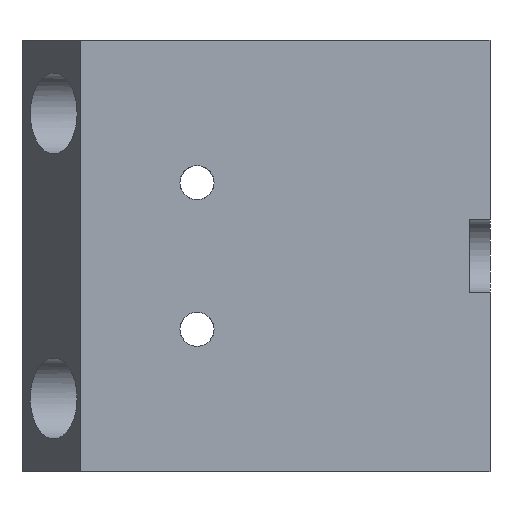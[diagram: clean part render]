
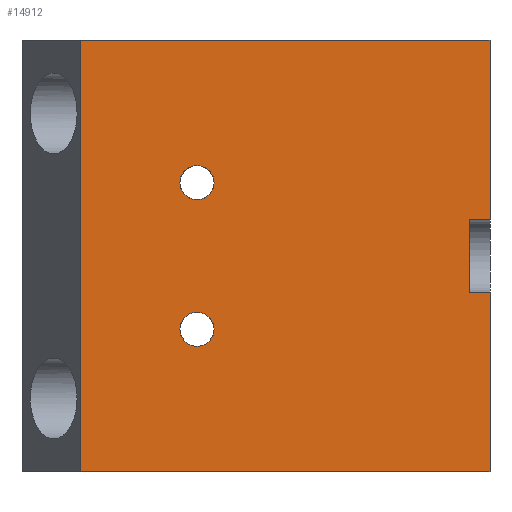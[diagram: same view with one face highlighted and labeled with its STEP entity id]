
A CAD part, left-side view. The second image highlights one B-rep face of the part: STEP entity #14912.
In plain terms, the highlighted planar face has unit normal (-1, 0, 0).
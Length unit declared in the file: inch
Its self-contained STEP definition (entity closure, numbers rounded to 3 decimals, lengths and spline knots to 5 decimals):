
#87=CIRCLE('',#15492,0.165);
#88=CIRCLE('',#15494,0.165);
#325=FACE_BOUND('',#2209,.T.);
#326=FACE_BOUND('',#2210,.T.);
#1281=FACE_OUTER_BOUND('',#2208,.T.);
#2208=EDGE_LOOP('',(#13385,#13386,#13387,#13388,#13389,#13390,#13391,#13392));
#2209=EDGE_LOOP('',(#13393));
#2210=EDGE_LOOP('',(#13394));
#4143=LINE('',#25009,#5773);
#4165=LINE('',#25088,#5795);
#4183=LINE('',#25802,#5813);
#4186=LINE('',#25810,#5816);
#4190=LINE('',#25820,#5820);
#4192=LINE('',#25823,#5822);
#4193=LINE('',#25824,#5823);
#4194=LINE('',#25825,#5824);
#5773=VECTOR('',#18283,0.3937);
#5795=VECTOR('',#18345,0.3937);
#5813=VECTOR('',#18691,0.3937);
#5816=VECTOR('',#18698,0.3937);
#5820=VECTOR('',#18708,0.3937);
#5822=VECTOR('',#18712,0.3937);
#5823=VECTOR('',#18713,0.3937);
#5824=VECTOR('',#18714,0.3937);
#7100=VERTEX_POINT('',#25006);
#7101=VERTEX_POINT('',#25008);
#7131=VERTEX_POINT('',#25085);
#7132=VERTEX_POINT('',#25087);
#7143=VERTEX_POINT('',#25212);
#7145=VERTEX_POINT('',#25250);
#7227=VERTEX_POINT('',#25800);
#7228=VERTEX_POINT('',#25801);
#7231=VERTEX_POINT('',#25809);
#7234=VERTEX_POINT('',#25819);
#9139=EDGE_CURVE('',#7100,#7101,#4143,.T.);
#9177=EDGE_CURVE('',#7131,#7132,#4165,.T.);
#9189=EDGE_CURVE('',#7143,#7143,#87,.T.);
#9191=EDGE_CURVE('',#7145,#7145,#88,.T.);
#9287=EDGE_CURVE('',#7227,#7228,#4183,.T.);
#9291=EDGE_CURVE('',#7228,#7231,#4186,.T.);
#9296=EDGE_CURVE('',#7234,#7227,#4190,.T.);
#9298=EDGE_CURVE('',#7231,#7132,#4192,.T.);
#9299=EDGE_CURVE('',#7101,#7131,#4193,.T.);
#9300=EDGE_CURVE('',#7100,#7234,#4194,.T.);
#13385=ORIENTED_EDGE('',*,*,#9296,.T.);
#13386=ORIENTED_EDGE('',*,*,#9287,.T.);
#13387=ORIENTED_EDGE('',*,*,#9291,.T.);
#13388=ORIENTED_EDGE('',*,*,#9298,.T.);
#13389=ORIENTED_EDGE('',*,*,#9177,.F.);
#13390=ORIENTED_EDGE('',*,*,#9299,.F.);
#13391=ORIENTED_EDGE('',*,*,#9139,.F.);
#13392=ORIENTED_EDGE('',*,*,#9300,.T.);
#13393=ORIENTED_EDGE('',*,*,#9189,.T.);
#13394=ORIENTED_EDGE('',*,*,#9191,.T.);
#13987=PLANE('',#15651);
#14912=ADVANCED_FACE('',(#1281,#325,#326),#13987,.T.);
#15492=AXIS2_PLACEMENT_3D('',#25213,#18367,#18368);
#15494=AXIS2_PLACEMENT_3D('',#25251,#18371,#18372);
#15651=AXIS2_PLACEMENT_3D('',#25822,#18710,#18711);
#18283=DIRECTION('',(0.,1.,0.));
#18345=DIRECTION('',(0.,-1.,0.));
#18367=DIRECTION('center_axis',(1.,0.,0.));
#18368=DIRECTION('ref_axis',(0.,1.,0.));
#18371=DIRECTION('center_axis',(1.,0.,0.));
#18372=DIRECTION('ref_axis',(0.,1.,0.));
#18691=DIRECTION('',(0.,0.,1.));
#18698=DIRECTION('',(0.,-1.,0.));
#18708=DIRECTION('',(0.,1.,0.));
#18710=DIRECTION('center_axis',(-1.,0.,0.));
#18711=DIRECTION('ref_axis',(0.,-1.,0.));
#18712=DIRECTION('',(0.,0.,1.));
#18713=DIRECTION('',(0.,0.,1.));
#18714=DIRECTION('',(0.,0.,1.));
#25006=CARTESIAN_POINT('',(-1.88976,0.,-2.08661));
#25008=CARTESIAN_POINT('',(-1.88976,3.9593,-2.08661));
#25009=CARTESIAN_POINT('',(-1.88976,3.9593,-2.08661));
#25085=CARTESIAN_POINT('',(-1.88976,3.9593,2.08661));
#25087=CARTESIAN_POINT('',(-1.88976,0.,2.08661));
#25088=CARTESIAN_POINT('',(-1.88976,3.9593,2.08661));
#25212=CARTESIAN_POINT('',(-1.88976,2.66965,0.70866));
#25213=CARTESIAN_POINT('Origin',(-1.88976,2.83465,0.70866));
#25250=CARTESIAN_POINT('',(-1.88976,2.66965,-0.70866));
#25251=CARTESIAN_POINT('Origin',(-1.88976,2.83465,-0.70866));
#25800=CARTESIAN_POINT('',(-1.88976,0.19685,-0.35443));
#25801=CARTESIAN_POINT('',(-1.88976,0.19685,0.35443));
#25802=CARTESIAN_POINT('',(-1.88976,0.19685,0.));
#25809=CARTESIAN_POINT('',(-1.88976,0.,0.35443));
#25810=CARTESIAN_POINT('',(-1.88976,1.97965,0.35443));
#25819=CARTESIAN_POINT('',(-1.88976,0.,-0.35443));
#25820=CARTESIAN_POINT('',(-1.88976,1.97965,-0.35443));
#25822=CARTESIAN_POINT('Origin',(-1.88976,3.9593,0.));
#25823=CARTESIAN_POINT('',(-1.88976,0.,0.));
#25824=CARTESIAN_POINT('',(-1.88976,3.9593,0.));
#25825=CARTESIAN_POINT('',(-1.88976,0.,0.));
